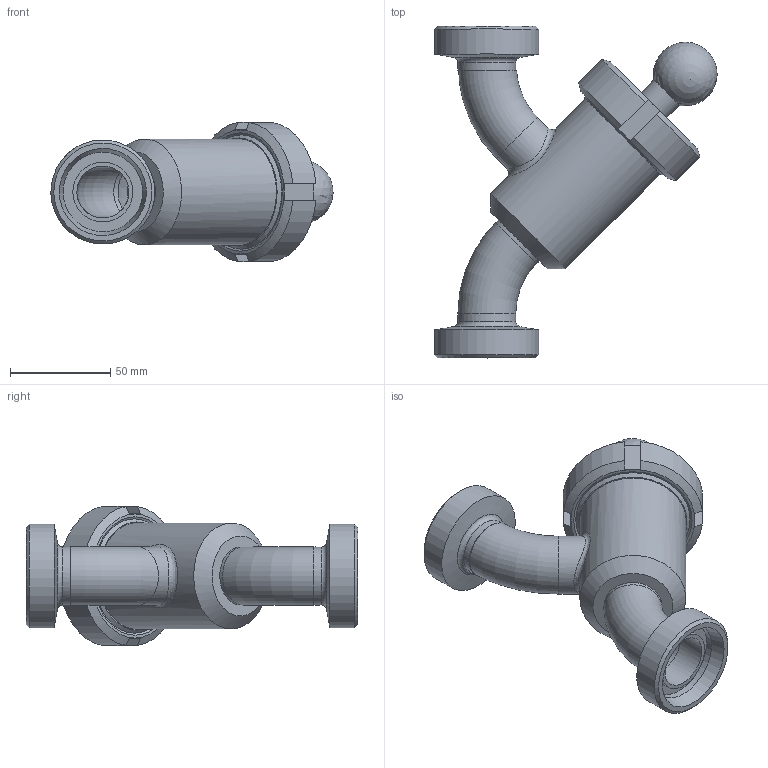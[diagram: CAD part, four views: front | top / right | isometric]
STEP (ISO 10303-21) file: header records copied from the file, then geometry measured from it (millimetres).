
FILE_DESCRIPTION(/* description */ (''),/* implementation_level */ '2;1');
FILE_NAME(/* name */ '60500025XX00.stp',/* time_stamp */ '2016-09-16T11:47:38+02:00',/* author */ ('thilbrands'),/* organization */ (''),/* preprocessor_version */ 'ST-DEVELOPER v15.6',/* originating_system */ 'Autodesk Inventor 2015',/* authorisation */ '');
FILE_SCHEMA (('AUTOMOTIVE_DESIGN { 1 0 10303 214 3 1 1 }'));
Length unit declared in the file: millimetre
Products named in the file (1): ENG-030244_Shrinkwrap_1
Bounding box: 141.12 x 165.89 x 69.54 mm (x, y, z)
Volume: 168963.3 mm3; surface area: 95635.5 mm2
Topology: 1 solids, 7 shells, 134 faces, 287 edges, 181 vertices
Faces by surface type: plane 46, cylinder 41, cone 34, torus 10, bspline 2, sphere 1
Full cylindrical faces by diameter (mm): 6.647 x2, 8 x1, 8.5 x1, 18 x1, 20 x1, 25 x1, 26 x4, 28 x1, 29 x4, 30 x3, 39.8 x2, 41 x1, 41.4 x2, 42 x1, 44 x1, 45 x1, 45.8 x2, 46 x2, 50 x1, 52 x2, 53 x2, 58.4 x1
Entity records: 3520 total; most frequent: CARTESIAN_POINT 944, DIRECTION 518, ORIENTED_EDGE 354, AXIS2_PLACEMENT_3D 251, EDGE_LOOP 234, EDGE_CURVE 176, VERTEX_POINT 146, STYLED_ITEM 135
